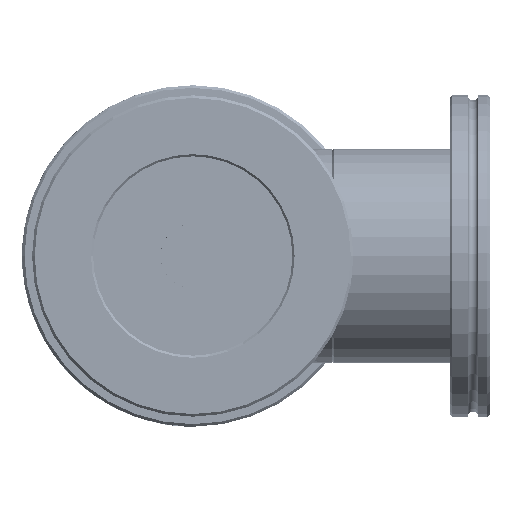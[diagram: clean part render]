
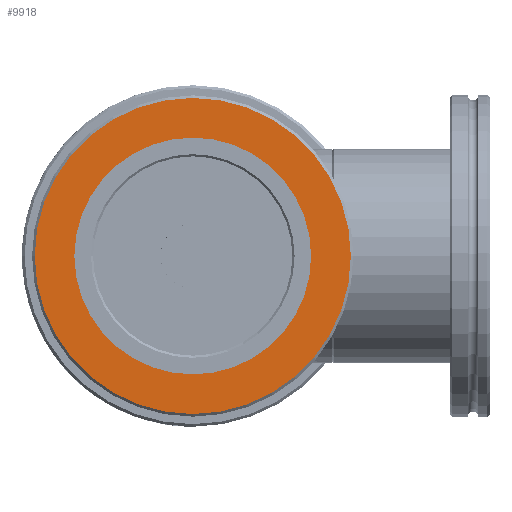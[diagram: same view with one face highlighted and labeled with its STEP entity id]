
A CAD part, front view. The second image highlights one B-rep face of the part: STEP entity #9918.
In plain terms, the highlighted planar face has unit normal (0, -1, 0).
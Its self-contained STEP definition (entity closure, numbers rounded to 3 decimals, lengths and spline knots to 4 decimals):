
#1533 = VERTEX_POINT ( 'NONE', #52396 ) ;
#2060 = EDGE_CURVE ( 'NONE', #47088, #1533, #15387, .T. ) ;
#2206 = ORIENTED_EDGE ( 'NONE', *, *, #38688, .T. ) ;
#3568 = ORIENTED_EDGE ( 'NONE', *, *, #2060, .F. ) ;
#4989 = CARTESIAN_POINT ( 'NONE',  ( 1.84, -4.016, 0. ) ) ;
#6931 = AXIS2_PLACEMENT_3D ( 'NONE', #39566, #17309, #35878 ) ;
#7894 = CIRCLE ( 'NONE', #6931, 1.84 ) ;
#8883 = CARTESIAN_POINT ( 'NONE',  ( -1.84, -4.016, 0. ) ) ;
#9155 = VERTEX_POINT ( 'NONE', #8883 ) ;
#9918 = ADVANCED_FACE ( 'NONE', ( #40087, #21775 ), #17520, .T. ) ;
#10431 = DIRECTION ( 'NONE',  ( 0., -1., 0. ) ) ;
#12366 = EDGE_CURVE ( 'NONE', #1533, #47088, #14024, .T. ) ;
#14024 = CIRCLE ( 'NONE', #50014, 1.378 ) ;
#15387 = CIRCLE ( 'NONE', #50520, 1.378 ) ;
#17309 = DIRECTION ( 'NONE',  ( 0., -1., 0. ) ) ;
#17520 = PLANE ( 'NONE',  #18808 ) ;
#18808 = AXIS2_PLACEMENT_3D ( 'NONE', #45517, #54050, #30931 ) ;
#21775 = FACE_BOUND ( 'NONE', #46583, .T. ) ;
#23066 = CARTESIAN_POINT ( 'NONE',  ( 0., -4.016, 0. ) ) ;
#27085 = AXIS2_PLACEMENT_3D ( 'NONE', #51324, #51929, #52535 ) ;
#28469 = ORIENTED_EDGE ( 'NONE', *, *, #54850, .T. ) ;
#30931 = DIRECTION ( 'NONE',  ( 1., 0., 0. ) ) ;
#33899 = EDGE_LOOP ( 'NONE', ( #2206, #28469 ) ) ;
#35878 = DIRECTION ( 'NONE',  ( 1., 0., 0. ) ) ;
#36480 = DIRECTION ( 'NONE',  ( 0., -1., 0. ) ) ;
#38688 = EDGE_CURVE ( 'NONE', #9155, #50337, #7894, .T. ) ;
#39566 = CARTESIAN_POINT ( 'NONE',  ( 0., -4.016, 0. ) ) ;
#40087 = FACE_OUTER_BOUND ( 'NONE', #33899, .T. ) ;
#43013 = CARTESIAN_POINT ( 'NONE',  ( 0., -4.016, 0. ) ) ;
#45517 = CARTESIAN_POINT ( 'NONE',  ( 1.378, -4.016, 0. ) ) ;
#46583 = EDGE_LOOP ( 'NONE', ( #3568, #55535 ) ) ;
#46844 = DIRECTION ( 'NONE',  ( 1., 0., 0. ) ) ;
#47088 = VERTEX_POINT ( 'NONE', #51133 ) ;
#50014 = AXIS2_PLACEMENT_3D ( 'NONE', #23066, #36480, #46844 ) ;
#50337 = VERTEX_POINT ( 'NONE', #4989 ) ;
#50520 = AXIS2_PLACEMENT_3D ( 'NONE', #43013, #10431, #57604 ) ;
#51133 = CARTESIAN_POINT ( 'NONE',  ( 1.378, -4.016, 0. ) ) ;
#51324 = CARTESIAN_POINT ( 'NONE',  ( 0., -4.016, 0. ) ) ;
#51929 = DIRECTION ( 'NONE',  ( 0., -1., 0. ) ) ;
#52396 = CARTESIAN_POINT ( 'NONE',  ( -1.378, -4.016, 0. ) ) ;
#52535 = DIRECTION ( 'NONE',  ( 1., 0., 0. ) ) ;
#54050 = DIRECTION ( 'NONE',  ( 0., -1., 0. ) ) ;
#54329 = CIRCLE ( 'NONE', #27085, 1.84 ) ;
#54850 = EDGE_CURVE ( 'NONE', #50337, #9155, #54329, .T. ) ;
#55535 = ORIENTED_EDGE ( 'NONE', *, *, #12366, .F. ) ;
#57604 = DIRECTION ( 'NONE',  ( 1., 0., 0. ) ) ;
